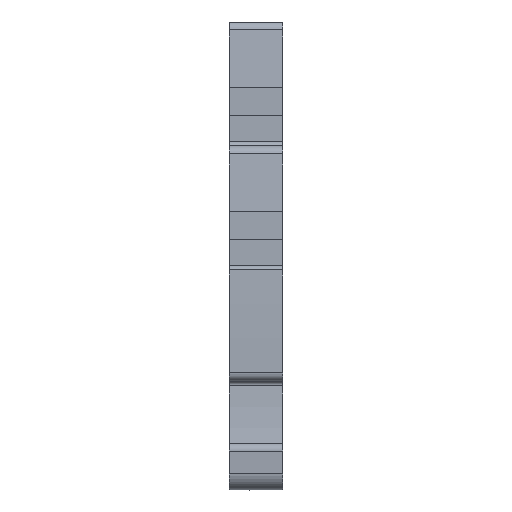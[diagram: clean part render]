
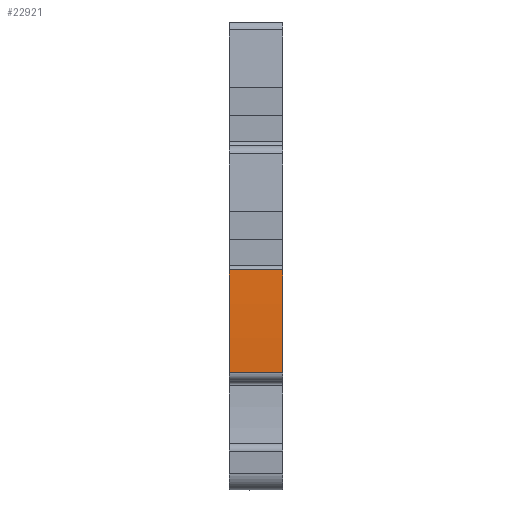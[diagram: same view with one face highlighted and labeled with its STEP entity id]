
A CAD part, front view. The second image highlights one B-rep face of the part: STEP entity #22921.
In plain terms, the highlighted cylindrical face has radius 191.632 mm (diameter 383.264 mm), a partial arc.
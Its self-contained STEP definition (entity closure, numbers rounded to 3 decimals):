
#22886=AXIS2_PLACEMENT_3D('Cylinder Axis2P3D',#22883,#22884,#22885) ;
#22890=AXIS2_PLACEMENT_3D('Circle Axis2P3D',#22888,#22889,$) ;
#22904=AXIS2_PLACEMENT_3D('Circle Axis2P3D',#22902,#22903,$) ;
#22911=AXIS2_PLACEMENT_3D('Circle Axis2P3D',#22909,#22910,$) ;
#22857=CARTESIAN_POINT('Line Origine',(3.05,1.669,25.2)) ;
#22861=CARTESIAN_POINT('Vertex',(6.1,1.669,25.2)) ;
#22863=CARTESIAN_POINT('Vertex',(0.,1.669,25.2)) ;
#22883=CARTESIAN_POINT('Axis2P3D Location',(3.05,193.128,17.05)) ;
#22888=CARTESIAN_POINT('Axis2P3D Location',(0.,193.128,17.05)) ;
#22892=CARTESIAN_POINT('Vertex',(0.,1.53,13.431)) ;
#22895=CARTESIAN_POINT('Line Origine',(3.05,1.53,13.431)) ;
#22899=CARTESIAN_POINT('Vertex',(6.1,1.53,13.431)) ;
#22902=CARTESIAN_POINT('Axis2P3D Location',(6.1,193.128,17.05)) ;
#22906=CARTESIAN_POINT('Vertex',(6.1,1.53,13.45)) ;
#22909=CARTESIAN_POINT('Axis2P3D Location',(6.1,193.128,17.05)) ;
#22858=DIRECTION('Vector Direction',(-1.,0.,0.)) ;
#22884=DIRECTION('Axis2P3D Direction',(1.,0.,0.)) ;
#22885=DIRECTION('Axis2P3D XDirection',(0.,-0.999,0.048)) ;
#22889=DIRECTION('Axis2P3D Direction',(1.,0.,0.)) ;
#22896=DIRECTION('Vector Direction',(1.,0.,0.)) ;
#22903=DIRECTION('Axis2P3D Direction',(1.,0.,0.)) ;
#22910=DIRECTION('Axis2P3D Direction',(1.,0.,0.)) ;
#22859=VECTOR('Line Direction',#22858,1.) ;
#22897=VECTOR('Line Direction',#22896,1.) ;
#22915=ORIENTED_EDGE('',*,*,#22894,.T.) ;
#22916=ORIENTED_EDGE('',*,*,#22901,.T.) ;
#22917=ORIENTED_EDGE('',*,*,#22908,.F.) ;
#22918=ORIENTED_EDGE('',*,*,#22913,.F.) ;
#22919=ORIENTED_EDGE('',*,*,#22865,.T.) ;
#22921=ADVANCED_FACE('MLD',(#22920),#22887,.T.) ;
#22891=CIRCLE('generated circle',#22890,191.632) ;
#22905=CIRCLE('generated circle',#22904,191.632) ;
#22912=CIRCLE('generated circle',#22911,191.632) ;
#22887=CYLINDRICAL_SURFACE('generated cylinder',#22886,191.632) ;
#22865=EDGE_CURVE('',#22862,#22864,#22860,.T.) ;
#22894=EDGE_CURVE('',#22864,#22893,#22891,.T.) ;
#22901=EDGE_CURVE('',#22893,#22900,#22898,.T.) ;
#22908=EDGE_CURVE('',#22907,#22900,#22905,.T.) ;
#22913=EDGE_CURVE('',#22862,#22907,#22912,.T.) ;
#22914=EDGE_LOOP('',(#22915,#22916,#22917,#22918,#22919)) ;
#22920=FACE_OUTER_BOUND('',#22914,.T.) ;
#22860=LINE('Line',#22857,#22859) ;
#22898=LINE('Line',#22895,#22897) ;
#22862=VERTEX_POINT('',#22861) ;
#22864=VERTEX_POINT('',#22863) ;
#22893=VERTEX_POINT('',#22892) ;
#22900=VERTEX_POINT('',#22899) ;
#22907=VERTEX_POINT('',#22906) ;
